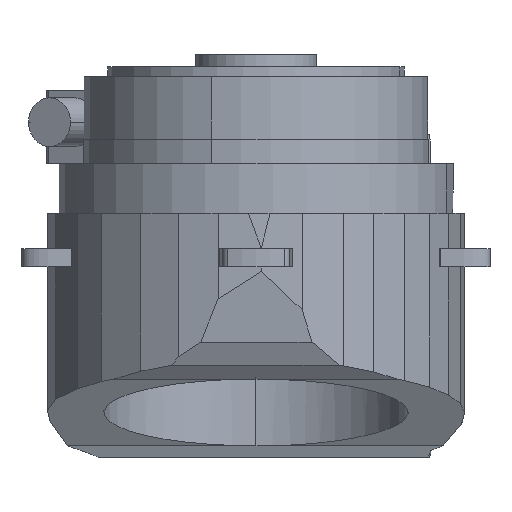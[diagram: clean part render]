
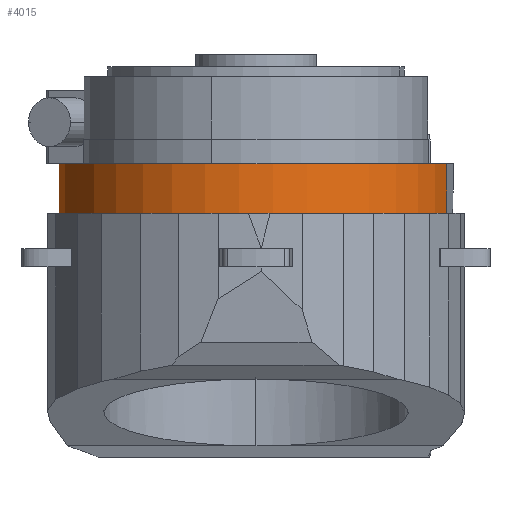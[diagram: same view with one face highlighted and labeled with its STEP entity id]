
A CAD part, left-side view. The second image highlights one B-rep face of the part: STEP entity #4015.
In plain terms, the highlighted cylindrical face has radius 162.5 mm (diameter 325 mm), a partial arc.
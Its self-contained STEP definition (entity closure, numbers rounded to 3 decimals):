
#50 = AXIS2_PLACEMENT_3D ( 'NONE', #284, #4763, #3223 ) ;
#139 = ORIENTED_EDGE ( 'NONE', *, *, #3106, .T. ) ;
#198 = VECTOR ( 'NONE', #532, 1000. ) ;
#284 = CARTESIAN_POINT ( 'NONE',  ( -850., 0., -162. ) ) ;
#425 = DIRECTION ( 'NONE',  ( 1., 0., 0. ) ) ;
#532 = DIRECTION ( 'NONE',  ( 0., 0., 1. ) ) ;
#833 = AXIS2_PLACEMENT_3D ( 'NONE', #3547, #1365, #1679 ) ;
#935 = CARTESIAN_POINT ( 'NONE',  ( -807.942, 156.963, -162. ) ) ;
#1010 = DIRECTION ( 'NONE',  ( 0., 0., 1. ) ) ;
#1188 = VECTOR ( 'NONE', #1010, 1000. ) ;
#1365 = DIRECTION ( 'NONE',  ( 0., 0., 1. ) ) ;
#1368 = VERTEX_POINT ( 'NONE', #3546 ) ;
#1679 = DIRECTION ( 'NONE',  ( -0.259, -0.966, 0. ) ) ;
#1705 = CYLINDRICAL_SURFACE ( 'NONE', #833, 162.5 ) ;
#1924 = EDGE_CURVE ( 'NONE', #1368, #1980, #3677, .T. ) ;
#1980 = VERTEX_POINT ( 'NONE', #935 ) ;
#2105 = FACE_OUTER_BOUND ( 'NONE', #4299, .T. ) ;
#2130 = CARTESIAN_POINT ( 'NONE',  ( -892.058, -156.963, -162. ) ) ;
#2196 = AXIS2_PLACEMENT_3D ( 'NONE', #3775, #4512, #425 ) ;
#2499 = ORIENTED_EDGE ( 'NONE', *, *, #4652, .F. ) ;
#2503 = LINE ( 'NONE', #4590, #198 ) ;
#2545 = CIRCLE ( 'NONE', #50, 162.5 ) ;
#2632 = VERTEX_POINT ( 'NONE', #4302 ) ;
#2748 = ORIENTED_EDGE ( 'NONE', *, *, #3993, .T. ) ;
#2874 = VERTEX_POINT ( 'NONE', #2130 ) ;
#3106 = EDGE_CURVE ( 'NONE', #2632, #2874, #2503, .T. ) ;
#3223 = DIRECTION ( 'NONE',  ( 0.259, 0.966, 0. ) ) ;
#3546 = CARTESIAN_POINT ( 'NONE',  ( -807.942, 156.963, -203. ) ) ;
#3547 = CARTESIAN_POINT ( 'NONE',  ( -850., 0., -192. ) ) ;
#3660 = ORIENTED_EDGE ( 'NONE', *, *, #1924, .F. ) ;
#3677 = LINE ( 'NONE', #4363, #1188 ) ;
#3775 = CARTESIAN_POINT ( 'NONE',  ( -850., 0., -203. ) ) ;
#3993 = EDGE_CURVE ( 'NONE', #2874, #1980, #2545, .T. ) ;
#4015 = ADVANCED_FACE ( 'NONE', ( #2105 ), #1705, .T. ) ;
#4299 = EDGE_LOOP ( 'NONE', ( #3660, #2499, #139, #2748 ) ) ;
#4302 = CARTESIAN_POINT ( 'NONE',  ( -892.058, -156.963, -203. ) ) ;
#4304 = CIRCLE ( 'NONE', #2196, 162.5 ) ;
#4363 = CARTESIAN_POINT ( 'NONE',  ( -807.942, 156.963, -192. ) ) ;
#4512 = DIRECTION ( 'NONE',  ( 0., 0., -1. ) ) ;
#4590 = CARTESIAN_POINT ( 'NONE',  ( -892.058, -156.963, -192. ) ) ;
#4652 = EDGE_CURVE ( 'NONE', #2632, #1368, #4304, .T. ) ;
#4763 = DIRECTION ( 'NONE',  ( 0., 0., -1. ) ) ;
